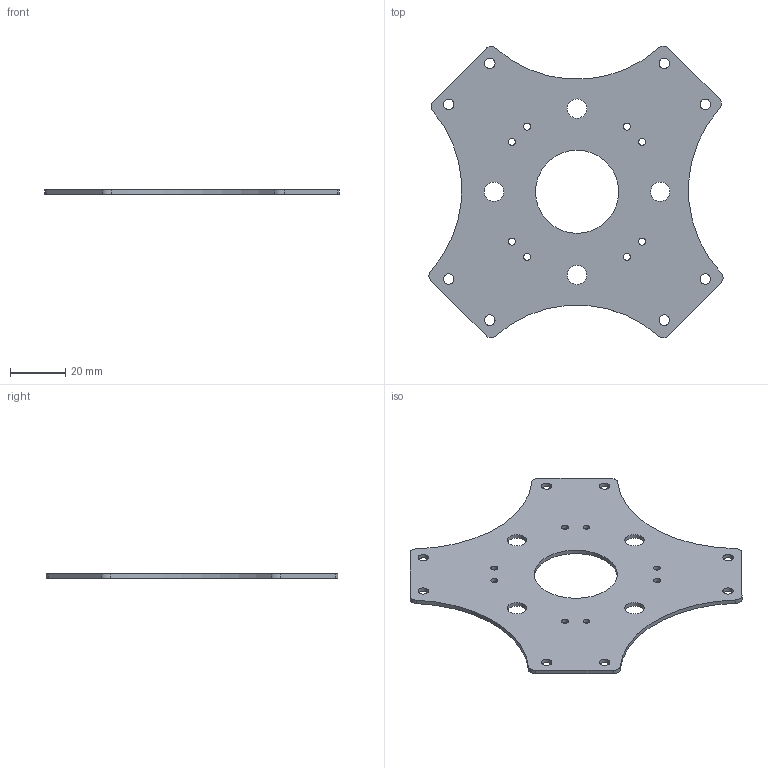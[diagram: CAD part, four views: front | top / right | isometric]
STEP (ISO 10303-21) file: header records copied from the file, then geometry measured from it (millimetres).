
FILE_DESCRIPTION(('FreeCAD Model'),'2;1');
FILE_NAME('bottom_plate.step','2018-11-06T13:32:34',('Author'),(''), 'Open CASCADE STEP processor 7.2','FreeCAD','Unknown');
FILE_SCHEMA(('AUTOMOTIVE_DESIGN { 1 0 10303 214 1 1 1 1 }'));
Length unit declared in the file: millimetre
Products named in the file (1): bottom_plate_new
Bounding box: 106.18 x 105.32 x 1.5 mm (x, y, z)
Volume: 10941.3 mm3; surface area: 15693.2 mm2
Topology: 1 solids, 1 shells, 39 faces, 111 edges, 74 vertices
Faces by surface type: cylinder 33, plane 6
Full cylindrical faces by diameter (mm): 2.5 x8, 3.8 x8, 7 x4, 30 x1
Entity records: 2931 total; most frequent: CARTESIAN_POINT 591, DIRECTION 455, ORIENTED_EDGE 222, PCURVE 222, DEFINITIONAL_REPRESENTATION 222, LINE 201, VECTOR 201, EDGE_CURVE 111
